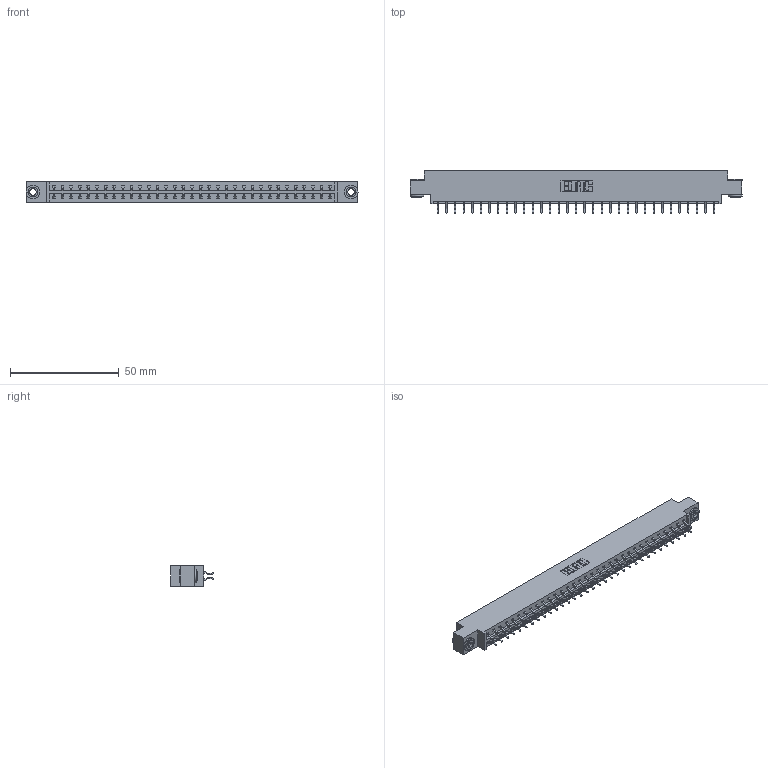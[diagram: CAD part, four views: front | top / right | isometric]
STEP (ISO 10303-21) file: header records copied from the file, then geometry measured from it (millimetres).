
FILE_DESCRIPTION (( 'STEP AP203' ), '1' );
FILE_NAME ('833-066-556-803.STEP', '2020-06-05T09:30:16', ( '' ), ( '' ), 'SwSTEP 2.0', 'SolidWorks 2020', '' );
FILE_SCHEMA (( 'CONFIG_CONTROL_DESIGN' ));
Length unit declared in the file: inch
Products named in the file (4): 345-292-001_556 Tail; 833-066-556-803; 345-250-002_345-250-002-102; 833 Part_Offset - .156 Dia - TH
Assembly tree (69 placements, depth 2):
  833-066-556-803
    833 Part_Offset - .156 Dia - TH
    345-292-001_556 Tail  x66
    345-250-002_345-250-002-102  x2
Bounding box: 152.3 x 19.57 x 9.4 mm (x, y, z)
Volume: 15253.6 mm3; surface area: 18313.5 mm2
Topology: 69 solids, 69 shells, 3984 faces, 11817 edges, 7786 vertices
Faces by surface type: plane 2724, cylinder 1252, cone 8
Entity records: 23396 total; most frequent: CARTESIAN_POINT 3881, ORIENTED_EDGE 3798, DIRECTION 3353, EDGE_CURVE 1899, VECTOR 1739, LINE 1739, VERTEX_POINT 1262, AXIS2_PLACEMENT_3D 807
